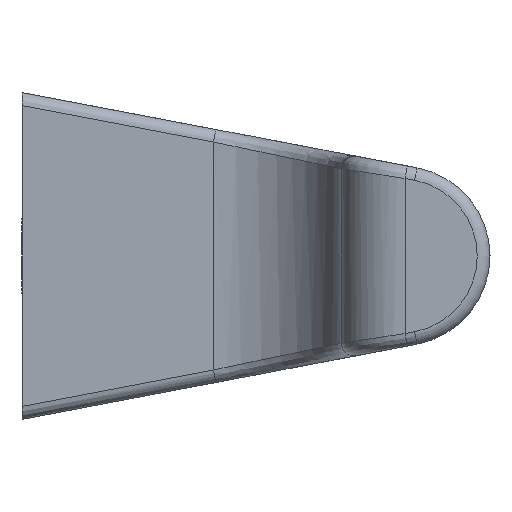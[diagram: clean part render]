
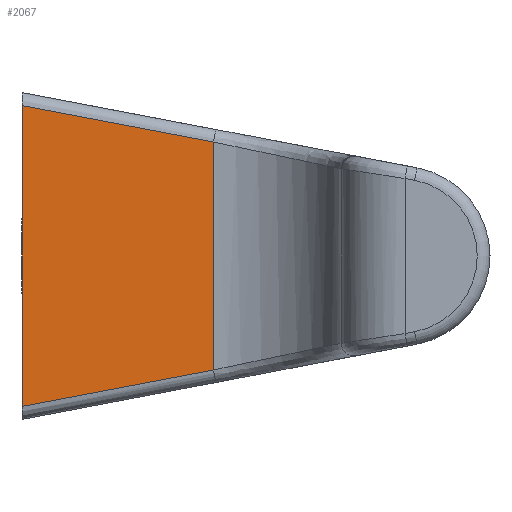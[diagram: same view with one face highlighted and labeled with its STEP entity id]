
A CAD part, left-side view. The second image highlights one B-rep face of the part: STEP entity #2067.
In plain terms, the highlighted planar face has unit normal (-1, 0, 0).
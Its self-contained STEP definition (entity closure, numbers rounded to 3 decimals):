
#339=PLANE('',#2259);
#452=FACE_OUTER_BOUND('',#583,.T.);
#583=EDGE_LOOP('',(#1888,#1889,#1890,#1891));
#690=LINE('',#10748,#795);
#694=LINE('',#10790,#799);
#697=LINE('',#11309,#802);
#700=LINE('',#11337,#805);
#795=VECTOR('',#2558,13.726);
#799=VECTOR('',#2572,13.726);
#802=VECTOR('',#2597,13.726);
#805=VECTOR('',#2602,13.726);
#1023=VERTEX_POINT('',#10745);
#1024=VERTEX_POINT('',#10747);
#1029=VERTEX_POINT('',#10789);
#1036=VERTEX_POINT('',#11285);
#1296=EDGE_CURVE('',#1023,#1024,#690,.T.);
#1304=EDGE_CURVE('',#1024,#1029,#694,.T.);
#1320=EDGE_CURVE('',#1036,#1023,#697,.T.);
#1323=EDGE_CURVE('',#1036,#1029,#700,.T.);
#1888=ORIENTED_EDGE('',*,*,#1320,.F.);
#1889=ORIENTED_EDGE('',*,*,#1323,.T.);
#1890=ORIENTED_EDGE('',*,*,#1304,.F.);
#1891=ORIENTED_EDGE('',*,*,#1296,.F.);
#2067=ADVANCED_FACE('',(#452),#339,.T.);
#2259=AXIS2_PLACEMENT_3D('',#11338,#2603,#2604);
#2558=DIRECTION('',(0.,0.,1.));
#2572=DIRECTION('',(0.,-0.982,-0.187));
#2597=DIRECTION('',(0.,0.982,-0.187));
#2602=DIRECTION('',(0.,0.,1.));
#2603=DIRECTION('center_axis',(-1.,0.,0.));
#2604=DIRECTION('ref_axis',(0.,0.,1.));
#10745=CARTESIAN_POINT('',(817.329,194.962,-2280.469));
#10747=CARTESIAN_POINT('',(817.329,194.962,-2248.137));
#10748=CARTESIAN_POINT('',(817.329,194.962,-2280.469));
#10789=CARTESIAN_POINT('',(817.329,174.373,-2252.053));
#10790=CARTESIAN_POINT('',(817.329,194.962,-2248.137));
#11285=CARTESIAN_POINT('',(817.329,174.373,-2276.553));
#11309=CARTESIAN_POINT('',(817.329,174.373,-2276.553));
#11337=CARTESIAN_POINT('',(817.329,174.373,-2276.553));
#11338=CARTESIAN_POINT('Origin',(817.329,184.668,-2280.471));
